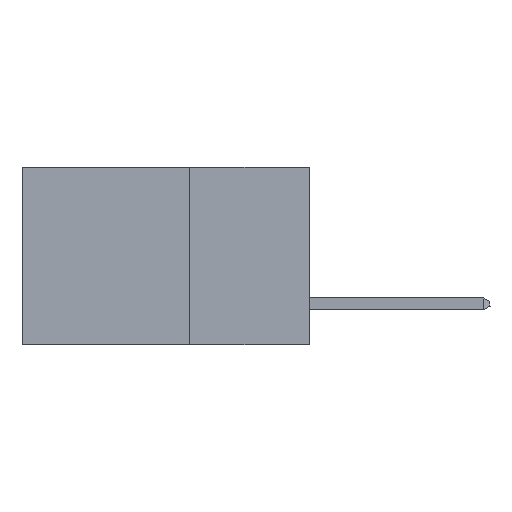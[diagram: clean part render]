
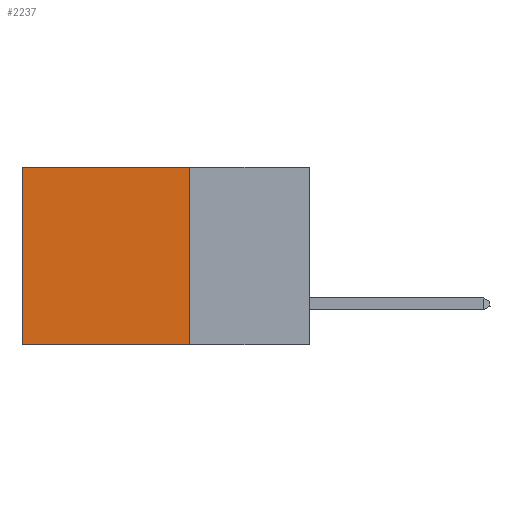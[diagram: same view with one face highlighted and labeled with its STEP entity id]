
A CAD part, left-side view. The second image highlights one B-rep face of the part: STEP entity #2237.
In plain terms, the highlighted planar face has unit normal (-1, 0, 0).
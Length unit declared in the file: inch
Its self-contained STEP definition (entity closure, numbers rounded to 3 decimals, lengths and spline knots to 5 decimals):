
#1073 = VERTEX_POINT ( 'NONE', #33581 ) ;
#1387 = DIRECTION ( 'NONE',  ( 0., 1., 0. ) ) ;
#2237 = ADVANCED_FACE ( 'NONE', ( #24330 ), #15694, .F. ) ;
#2555 = CARTESIAN_POINT ( 'NONE',  ( 0.2875, 0.6, 0. ) ) ;
#4243 = CARTESIAN_POINT ( 'NONE',  ( 0.2875, 0.25, -0.37 ) ) ;
#4553 = VECTOR ( 'NONE', #28893, 39.37008 ) ;
#4564 = ORIENTED_EDGE ( 'NONE', *, *, #16598, .F. ) ;
#7795 = LINE ( 'NONE', #12329, #33122 ) ;
#8721 = CARTESIAN_POINT ( 'NONE',  ( 0.2875, 0.25, 0. ) ) ;
#9296 = VECTOR ( 'NONE', #31235, 39.37008 ) ;
#10075 = CARTESIAN_POINT ( 'NONE',  ( 0.2875, 0.25, -0.37 ) ) ;
#10828 = EDGE_CURVE ( 'NONE', #24840, #20953, #18481, .T. ) ;
#11145 = DIRECTION ( 'NONE',  ( 0., 0., -1. ) ) ;
#11473 = EDGE_CURVE ( 'NONE', #1073, #18664, #7795, .T. ) ;
#12329 = CARTESIAN_POINT ( 'NONE',  ( 0.2875, 0.25, 0. ) ) ;
#12439 = DIRECTION ( 'NONE',  ( 0., 0., -1. ) ) ;
#15694 = PLANE ( 'NONE',  #33517 ) ;
#16598 = EDGE_CURVE ( 'NONE', #18664, #20953, #39150, .T. ) ;
#17066 = DIRECTION ( 'NONE',  ( 1., 0., 0. ) ) ;
#18301 = ORIENTED_EDGE ( 'NONE', *, *, #10828, .T. ) ;
#18481 = LINE ( 'NONE', #2555, #9296 ) ;
#18664 = VERTEX_POINT ( 'NONE', #10075 ) ;
#19610 = CARTESIAN_POINT ( 'NONE',  ( 0.2875, 0.6, 0. ) ) ;
#20953 = VERTEX_POINT ( 'NONE', #26101 ) ;
#24330 = FACE_OUTER_BOUND ( 'NONE', #26933, .T. ) ;
#24840 = VERTEX_POINT ( 'NONE', #19610 ) ;
#25280 = EDGE_CURVE ( 'NONE', #1073, #24840, #39635, .T. ) ;
#26101 = CARTESIAN_POINT ( 'NONE',  ( 0.2875, 0.6, -0.37 ) ) ;
#26933 = EDGE_LOOP ( 'NONE', ( #18301, #4564, #30115, #34647 ) ) ;
#28893 = DIRECTION ( 'NONE',  ( 0., 1., 0. ) ) ;
#29456 = CARTESIAN_POINT ( 'NONE',  ( 0.2875, 0.25, 0. ) ) ;
#30115 = ORIENTED_EDGE ( 'NONE', *, *, #11473, .F. ) ;
#31235 = DIRECTION ( 'NONE',  ( 0., 0., -1. ) ) ;
#32868 = VECTOR ( 'NONE', #1387, 39.37008 ) ;
#33122 = VECTOR ( 'NONE', #12439, 39.37008 ) ;
#33517 = AXIS2_PLACEMENT_3D ( 'NONE', #8721, #17066, #11145 ) ;
#33581 = CARTESIAN_POINT ( 'NONE',  ( 0.2875, 0.25, 0. ) ) ;
#34647 = ORIENTED_EDGE ( 'NONE', *, *, #25280, .T. ) ;
#39150 = LINE ( 'NONE', #4243, #32868 ) ;
#39635 = LINE ( 'NONE', #29456, #4553 ) ;
